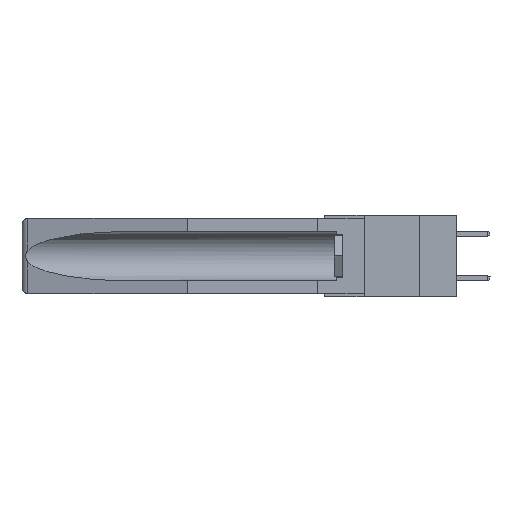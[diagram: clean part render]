
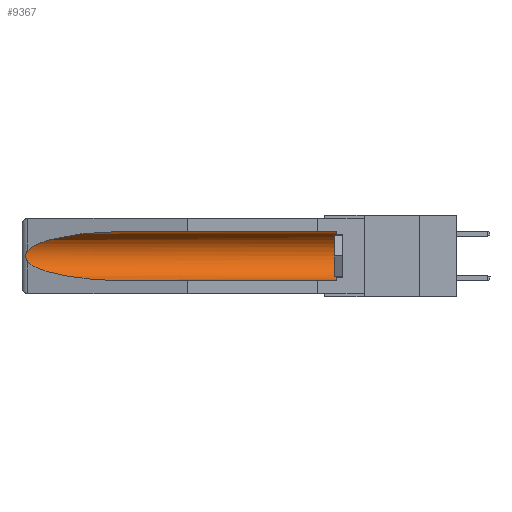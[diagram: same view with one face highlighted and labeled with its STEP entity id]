
A CAD part, left-side view. The second image highlights one B-rep face of the part: STEP entity #9367.
In plain terms, the highlighted cylindrical face has radius 2.857 mm (diameter 5.715 mm), a partial arc.
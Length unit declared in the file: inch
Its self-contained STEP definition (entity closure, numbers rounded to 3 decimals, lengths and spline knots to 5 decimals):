
#1035 = B_SPLINE_CURVE_WITH_KNOTS ( 'NONE', 3,
 ( #8567, #5076, #6307, #6146, #13569, #14856, #9661, #2409, #10910, #3634 ),
 .UNSPECIFIED., .F., .F.,
 ( 4, 2, 2, 2, 4 ),
 ( 0., 0.00029, 0.00058, 0.00087, 0.00117 ),
 .UNSPECIFIED. ) ;
#1556 = LINE ( 'NONE', #10020, #5742 ) ;
#1578 = EDGE_CURVE ( 'NONE', #3414, #6317, #1035, .T. ) ;
#2409 = CARTESIAN_POINT ( 'NONE',  ( 0.26655, 1.53094, -0.18657 ) ) ;
#2577 = CARTESIAN_POINT ( 'NONE',  ( 0.21114, 1.30732, -0.059 ) ) ;
#2704 = CARTESIAN_POINT ( 'NONE',  ( 0.25451, 1.48313, -0.24835 ) ) ;
#2929 = DIRECTION ( 'NONE',  ( 0., 1., 0. ) ) ;
#3414 = VERTEX_POINT ( 'NONE', #4387 ) ;
#3634 = CARTESIAN_POINT ( 'NONE',  ( 0.26537, 1.52718, -0.19328 ) ) ;
#3635 = ORIENTED_EDGE ( 'NONE', *, *, #10240, .T. ) ;
#3916 = CARTESIAN_POINT ( 'NONE',  ( 0.25451, 1.48313, -0.09465 ) ) ;
#4045 = DIRECTION ( 'NONE',  ( 0., 0., 1. ) ) ;
#4066 = CARTESIAN_POINT ( 'NONE',  ( 0.155, 1.07973, -0.284 ) ) ;
#4161 = LINE ( 'NONE', #6786, #6995 ) ;
#4179 = DIRECTION ( 'NONE',  ( 0., 1., 0. ) ) ;
#4387 = CARTESIAN_POINT ( 'NONE',  ( 0.26537, 1.52718, -0.14972 ) ) ;
#5076 = CARTESIAN_POINT ( 'NONE',  ( 0.26597, 1.52961, -0.15275 ) ) ;
#5742 = VECTOR ( 'NONE', #2929, 39.37008 ) ;
#5767 = EDGE_CURVE ( 'NONE', #14808, #6906, #15507, .T. ) ;
#6035 = AXIS2_PLACEMENT_3D ( 'NONE', #11329, #6438, #4045 ) ;
#6141 = CARTESIAN_POINT ( 'NONE',  ( 0.155, 1.07973, -0.284 ) ) ;
#6146 = CARTESIAN_POINT ( 'NONE',  ( 0.2673, 1.5327, -0.16383 ) ) ;
#6307 = CARTESIAN_POINT ( 'NONE',  ( 0.26654, 1.53092, -0.15636 ) ) ;
#6317 = VERTEX_POINT ( 'NONE', #7190 ) ;
#6438 = DIRECTION ( 'NONE',  ( 0., 1., 0. ) ) ;
#6505 = ORIENTED_EDGE ( 'NONE', *, *, #7037, .T. ) ;
#6518 = ORIENTED_EDGE ( 'NONE', *, *, #5767, .T. ) ;
#6786 = CARTESIAN_POINT ( 'NONE',  ( 0.155, -0.30754, -0.284 ) ) ;
#6906 = VERTEX_POINT ( 'NONE', #11498 ) ;
#6995 = VECTOR ( 'NONE', #4179, 39.37008 ) ;
#7037 = EDGE_CURVE ( 'NONE', #6906, #11165, #1556, .T. ) ;
#7100 =( BOUNDED_CURVE ( )  B_SPLINE_CURVE ( 3, ( #14897, #2704, #11188, #6141 ),
 .UNSPECIFIED., .F., .F. ) 
 B_SPLINE_CURVE_WITH_KNOTS ( ( 4, 4 ),
 ( 0.1948, 1.5708 ),
 .UNSPECIFIED. ) 
 CURVE ( )  GEOMETRIC_REPRESENTATION_ITEM ( )  RATIONAL_B_SPLINE_CURVE ( ( 1., 0.848, 0.848, 1. ) ) 
 REPRESENTATION_ITEM ( '' )  );
#7190 = CARTESIAN_POINT ( 'NONE',  ( 0.26537, 1.52718, -0.19328 ) ) ;
#7444 = CARTESIAN_POINT ( 'NONE',  ( 0.26537, 1.52718, -0.14972 ) ) ;
#7539 = EDGE_CURVE ( 'NONE', #6317, #12065, #7100, .T. ) ;
#7605 = ORIENTED_EDGE ( 'NONE', *, *, #1578, .T. ) ;
#7802 =( BOUNDED_CURVE ( )  B_SPLINE_CURVE ( 3, ( #14791, #2577, #3916, #7444 ),
 .UNSPECIFIED., .F., .F. ) 
 B_SPLINE_CURVE_WITH_KNOTS ( ( 4, 4 ),
 ( 4.71239, 6.08839 ),
 .UNSPECIFIED. ) 
 CURVE ( )  GEOMETRIC_REPRESENTATION_ITEM ( )  RATIONAL_B_SPLINE_CURVE ( ( 1., 0.848, 0.848, 1. ) ) 
 REPRESENTATION_ITEM ( '' )  );
#8509 = CYLINDRICAL_SURFACE ( 'NONE', #6035, 0.1125 ) ;
#8567 = CARTESIAN_POINT ( 'NONE',  ( 0.26537, 1.52718, -0.14972 ) ) ;
#9142 = ORIENTED_EDGE ( 'NONE', *, *, #7539, .T. ) ;
#9367 = ADVANCED_FACE ( 'NONE', ( #15586 ), #8509, .F. ) ;
#9523 = CARTESIAN_POINT ( 'NONE',  ( 0.155, 1.07973, -0.059 ) ) ;
#9585 = EDGE_CURVE ( 'NONE', #14808, #12065, #4161, .T. ) ;
#9661 = CARTESIAN_POINT ( 'NONE',  ( 0.2673, 1.53269, -0.17917 ) ) ;
#10020 = CARTESIAN_POINT ( 'NONE',  ( 0.155, -0.30754, -0.059 ) ) ;
#10240 = EDGE_CURVE ( 'NONE', #11165, #3414, #7802, .T. ) ;
#10644 = DIRECTION ( 'NONE',  ( 0., 0., 1. ) ) ;
#10910 = CARTESIAN_POINT ( 'NONE',  ( 0.26597, 1.5296, -0.19026 ) ) ;
#11165 = VERTEX_POINT ( 'NONE', #9523 ) ;
#11188 = CARTESIAN_POINT ( 'NONE',  ( 0.21114, 1.30732, -0.284 ) ) ;
#11329 = CARTESIAN_POINT ( 'NONE',  ( 0.155, -0.30754, -0.1715 ) ) ;
#11498 = CARTESIAN_POINT ( 'NONE',  ( 0.155, 0.126, -0.059 ) ) ;
#11957 = CARTESIAN_POINT ( 'NONE',  ( 0.155, 0.126, -0.1715 ) ) ;
#12065 = VERTEX_POINT ( 'NONE', #4066 ) ;
#12630 = CARTESIAN_POINT ( 'NONE',  ( 0.155, 0.126, -0.284 ) ) ;
#13569 = CARTESIAN_POINT ( 'NONE',  ( 0.2675, 1.53308, -0.16763 ) ) ;
#13622 = ORIENTED_EDGE ( 'NONE', *, *, #9585, .F. ) ;
#14468 = AXIS2_PLACEMENT_3D ( 'NONE', #11957, #15679, #10644 ) ;
#14791 = CARTESIAN_POINT ( 'NONE',  ( 0.155, 1.07973, -0.059 ) ) ;
#14808 = VERTEX_POINT ( 'NONE', #12630 ) ;
#14856 = CARTESIAN_POINT ( 'NONE',  ( 0.2675, 1.53308, -0.17534 ) ) ;
#14897 = CARTESIAN_POINT ( 'NONE',  ( 0.26537, 1.52718, -0.19328 ) ) ;
#15342 = EDGE_LOOP ( 'NONE', ( #3635, #7605, #9142, #13622, #6518, #6505 ) ) ;
#15507 = CIRCLE ( 'NONE', #14468, 0.1125 ) ;
#15586 = FACE_OUTER_BOUND ( 'NONE', #15342, .T. ) ;
#15679 = DIRECTION ( 'NONE',  ( 0., -1., 0. ) ) ;
